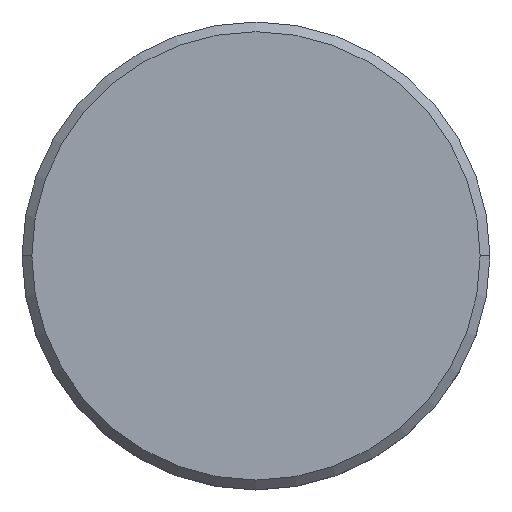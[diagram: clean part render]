
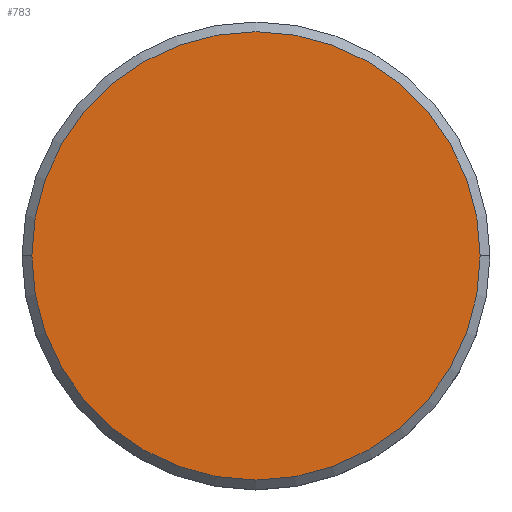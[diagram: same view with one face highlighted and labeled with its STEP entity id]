
A CAD part, top view. The second image highlights one B-rep face of the part: STEP entity #783.
In plain terms, the highlighted planar face has unit normal (0, 0, 1).
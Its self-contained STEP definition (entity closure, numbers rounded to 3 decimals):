
#41 = AXIS2_PLACEMENT_3D ( 'NONE', #339, #153, #1144 ) ;
#153 = DIRECTION ( 'NONE',  ( 0., 0., 1. ) ) ;
#317 = ORIENTED_EDGE ( 'NONE', *, *, #755, .T. ) ;
#329 = PLANE ( 'NONE',  #885 ) ;
#336 = ORIENTED_EDGE ( 'NONE', *, *, #1032, .T. ) ;
#339 = CARTESIAN_POINT ( 'NONE',  ( 0., 0., 0. ) ) ;
#501 = AXIS2_PLACEMENT_3D ( 'NONE', #1088, #537, #813 ) ;
#514 = EDGE_LOOP ( 'NONE', ( #336, #317 ) ) ;
#537 = DIRECTION ( 'NONE',  ( 0., 0., 1. ) ) ;
#590 = DIRECTION ( 'NONE',  ( 1., 0., 0. ) ) ;
#608 = CARTESIAN_POINT ( 'NONE',  ( 0., 0., 0. ) ) ;
#626 = VERTEX_POINT ( 'NONE', #965 ) ;
#678 = DIRECTION ( 'NONE',  ( 0., 0., 1. ) ) ;
#697 = CARTESIAN_POINT ( 'NONE',  ( 11.5, 0., 0. ) ) ;
#755 = EDGE_CURVE ( 'NONE', #782, #626, #960, .T. ) ;
#782 = VERTEX_POINT ( 'NONE', #697 ) ;
#783 = ADVANCED_FACE ( 'NONE', ( #1061 ), #329, .T. ) ;
#813 = DIRECTION ( 'NONE',  ( 1., 0., 0. ) ) ;
#885 = AXIS2_PLACEMENT_3D ( 'NONE', #608, #678, #590 ) ;
#960 = CIRCLE ( 'NONE', #41, 11.5 ) ;
#965 = CARTESIAN_POINT ( 'NONE',  ( -11.5, 0., 0. ) ) ;
#1026 = CIRCLE ( 'NONE', #501, 11.5 ) ;
#1032 = EDGE_CURVE ( 'NONE', #626, #782, #1026, .T. ) ;
#1061 = FACE_OUTER_BOUND ( 'NONE', #514, .T. ) ;
#1088 = CARTESIAN_POINT ( 'NONE',  ( 0., 0., 0. ) ) ;
#1144 = DIRECTION ( 'NONE',  ( 1., 0., 0. ) ) ;
